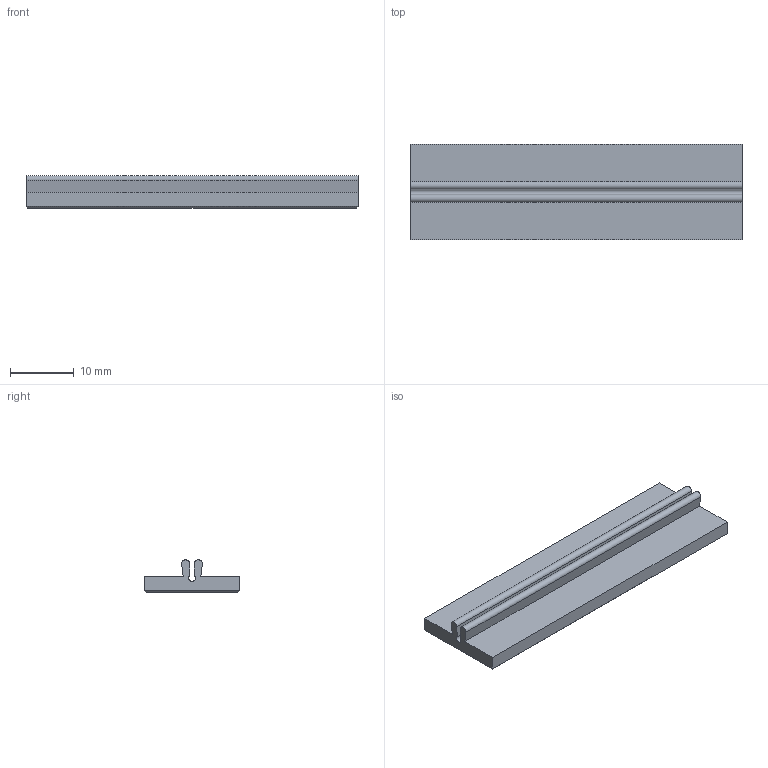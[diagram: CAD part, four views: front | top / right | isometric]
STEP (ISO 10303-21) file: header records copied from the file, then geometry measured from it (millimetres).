
FILE_DESCRIPTION(/* description */ (''),/* implementation_level */ '2;1');
FILE_NAME(/* name */ 'Serials_Plate_V0.2602.step',/* time_stamp */ '2023-09-24T14:42:39+02:00',/* author */ (''),/* organization */ (''),/* preprocessor_version */ 'ST-DEVELOPER v20',/* originating_system */ 'Autodesk Translation Framework v12.14.0.127',/* authorisation */ '');
FILE_SCHEMA (('AUTOMOTIVE_DESIGN { 1 0 10303 214 3 1 1 }'));
Length unit declared in the file: millimetre
Products named in the file (2): Voron_1515_Serials_Plates; Voron
Assembly tree (1 placements, depth 2):
  Voron_1515_Serials_Plates
    Voron
Bounding box: 52 x 15 x 5.07 mm (x, y, z)
Volume: 2053.7 mm3; surface area: 2748.3 mm2
Topology: 1 solids, 1 shells, 226 faces, 626 edges, 416 vertices
Faces by surface type: bspline 130, plane 95, cylinder 1
Entity records: 8765 total; most frequent: CARTESIAN_POINT 3833, ORIENTED_EDGE 1252, EDGE_CURVE 626, DIRECTION 566, VERTEX_POINT 416, LINE 364, VECTOR 364, B_SPLINE_CURVE_WITH_KNOTS 260
